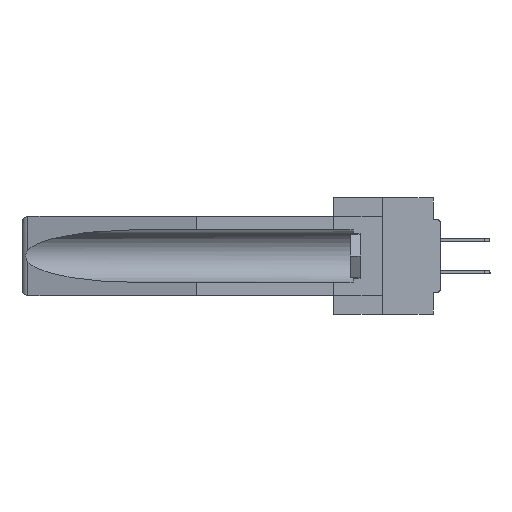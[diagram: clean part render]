
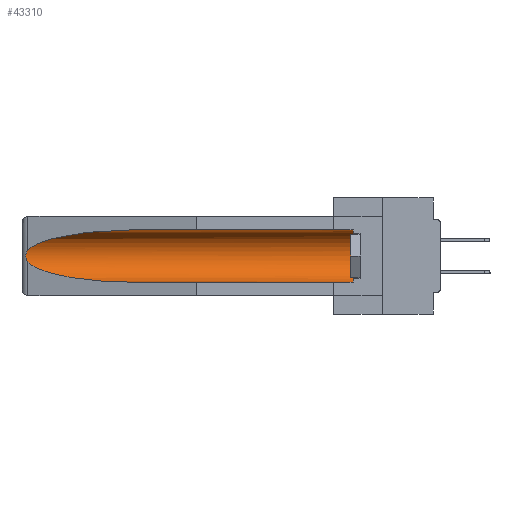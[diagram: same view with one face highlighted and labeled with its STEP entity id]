
A CAD part, left-side view. The second image highlights one B-rep face of the part: STEP entity #43310.
In plain terms, the highlighted cylindrical face has radius 2.857 mm (diameter 5.715 mm), a partial arc.
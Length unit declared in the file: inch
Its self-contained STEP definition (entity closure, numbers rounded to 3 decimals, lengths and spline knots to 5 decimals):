
#844 = EDGE_LOOP ( 'NONE', ( #2961, #30882, #41952, #1074, #30469, #29310 ) ) ;
#1074 = ORIENTED_EDGE ( 'NONE', *, *, #3179, .F. ) ;
#1278 = DIRECTION ( 'NONE',  ( 0., 1., 0. ) ) ;
#1421 = CARTESIAN_POINT ( 'NONE',  ( 0.26537, 1.52718, -0.19328 ) ) ;
#1566 = VERTEX_POINT ( 'NONE', #45484 ) ;
#1599 = CARTESIAN_POINT ( 'NONE',  ( 0.25451, 1.48313, -0.09465 ) ) ;
#2961 = ORIENTED_EDGE ( 'NONE', *, *, #3126, .T. ) ;
#3126 = EDGE_CURVE ( 'NONE', #1566, #16077, #14033, .T. ) ;
#3179 = EDGE_CURVE ( 'NONE', #32578, #37730, #3650, .T. ) ;
#3650 = LINE ( 'NONE', #5202, #34785 ) ;
#4117 = CARTESIAN_POINT ( 'NONE',  ( 0.155, 0.126, -0.059 ) ) ;
#5202 = CARTESIAN_POINT ( 'NONE',  ( 0.155, -0.30754, -0.284 ) ) ;
#6935 = EDGE_CURVE ( 'NONE', #39672, #1566, #35623, .T. ) ;
#9028 = CARTESIAN_POINT ( 'NONE',  ( 0.26537, 1.52718, -0.14972 ) ) ;
#9472 = CARTESIAN_POINT ( 'NONE',  ( 0.26597, 1.52961, -0.15275 ) ) ;
#12147 = EDGE_CURVE ( 'NONE', #32578, #39672, #35072, .T. ) ;
#12665 = CARTESIAN_POINT ( 'NONE',  ( 0.155, 1.07973, -0.059 ) ) ;
#13267 = CARTESIAN_POINT ( 'NONE',  ( 0.26655, 1.53094, -0.18657 ) ) ;
#13548 = AXIS2_PLACEMENT_3D ( 'NONE', #32148, #35817, #21557 ) ;
#14033 =( BOUNDED_CURVE ( )  B_SPLINE_CURVE ( 3, ( #12665, #30361, #1599, #16139 ),
 .UNSPECIFIED., .F., .F. ) 
 B_SPLINE_CURVE_WITH_KNOTS ( ( 4, 4 ),
 ( 4.71239, 6.08839 ),
 .UNSPECIFIED. ) 
 CURVE ( )  GEOMETRIC_REPRESENTATION_ITEM ( )  RATIONAL_B_SPLINE_CURVE ( ( 1., 0.848, 0.848, 1. ) ) 
 REPRESENTATION_ITEM ( '' )  );
#15813 = CARTESIAN_POINT ( 'NONE',  ( 0.155, 1.07973, -0.284 ) ) ;
#16077 = VERTEX_POINT ( 'NONE', #43898 ) ;
#16139 = CARTESIAN_POINT ( 'NONE',  ( 0.26537, 1.52718, -0.14972 ) ) ;
#16397 = VECTOR ( 'NONE', #30836, 39.37008 ) ;
#16750 = CARTESIAN_POINT ( 'NONE',  ( 0.2675, 1.53308, -0.16763 ) ) ;
#20048 = EDGE_CURVE ( 'NONE', #16077, #41990, #32257, .T. ) ;
#20362 = CARTESIAN_POINT ( 'NONE',  ( 0.2673, 1.53269, -0.17917 ) ) ;
#20383 = AXIS2_PLACEMENT_3D ( 'NONE', #26984, #27135, #30623 ) ;
#21428 = CARTESIAN_POINT ( 'NONE',  ( 0.155, 0.126, -0.284 ) ) ;
#21557 = DIRECTION ( 'NONE',  ( 0., 0., 1. ) ) ;
#22752 = CARTESIAN_POINT ( 'NONE',  ( 0.21114, 1.30732, -0.284 ) ) ;
#23552 = CARTESIAN_POINT ( 'NONE',  ( 0.155, -0.30754, -0.059 ) ) ;
#26984 = CARTESIAN_POINT ( 'NONE',  ( 0.155, 0.126, -0.1715 ) ) ;
#27135 = DIRECTION ( 'NONE',  ( 0., -1., 0. ) ) ;
#27225 = FACE_OUTER_BOUND ( 'NONE', #844, .T. ) ;
#28099 = CARTESIAN_POINT ( 'NONE',  ( 0.26537, 1.52718, -0.19328 ) ) ;
#29310 = ORIENTED_EDGE ( 'NONE', *, *, #6935, .T. ) ;
#29550 = CARTESIAN_POINT ( 'NONE',  ( 0.25451, 1.48313, -0.24835 ) ) ;
#30361 = CARTESIAN_POINT ( 'NONE',  ( 0.21114, 1.30732, -0.059 ) ) ;
#30469 = ORIENTED_EDGE ( 'NONE', *, *, #12147, .T. ) ;
#30623 = DIRECTION ( 'NONE',  ( 0., 0., 1. ) ) ;
#30836 = DIRECTION ( 'NONE',  ( 0., 1., 0. ) ) ;
#30882 = ORIENTED_EDGE ( 'NONE', *, *, #20048, .T. ) ;
#32148 = CARTESIAN_POINT ( 'NONE',  ( 0.155, -0.30754, -0.1715 ) ) ;
#32257 = B_SPLINE_CURVE_WITH_KNOTS ( 'NONE', 3,
 ( #9028, #9472, #38392, #41563, #16750, #42008, #20362, #13267, #38532, #28099 ),
 .UNSPECIFIED., .F., .F.,
 ( 4, 2, 2, 2, 4 ),
 ( 0., 0.00029, 0.00058, 0.00087, 0.00117 ),
 .UNSPECIFIED. ) ;
#32578 = VERTEX_POINT ( 'NONE', #21428 ) ;
#34785 = VECTOR ( 'NONE', #1278, 39.37008 ) ;
#35072 = CIRCLE ( 'NONE', #20383, 0.1125 ) ;
#35623 = LINE ( 'NONE', #23552, #16397 ) ;
#35817 = DIRECTION ( 'NONE',  ( 0., 1., 0. ) ) ;
#37422 = CARTESIAN_POINT ( 'NONE',  ( 0.26537, 1.52718, -0.19328 ) ) ;
#37730 = VERTEX_POINT ( 'NONE', #42901 ) ;
#37790 =( BOUNDED_CURVE ( )  B_SPLINE_CURVE ( 3, ( #1421, #29550, #22752, #15813 ),
 .UNSPECIFIED., .F., .T. ) 
 B_SPLINE_CURVE_WITH_KNOTS ( ( 4, 4 ),
 ( 0.1948, 1.5708 ),
 .UNSPECIFIED. ) 
 CURVE ( )  GEOMETRIC_REPRESENTATION_ITEM ( )  RATIONAL_B_SPLINE_CURVE ( ( 1., 0.848, 0.848, 1. ) ) 
 REPRESENTATION_ITEM ( '' )  );
#38392 = CARTESIAN_POINT ( 'NONE',  ( 0.26654, 1.53092, -0.15636 ) ) ;
#38532 = CARTESIAN_POINT ( 'NONE',  ( 0.26597, 1.5296, -0.19026 ) ) ;
#39672 = VERTEX_POINT ( 'NONE', #4117 ) ;
#39761 = EDGE_CURVE ( 'NONE', #41990, #37730, #37790, .T. ) ;
#41563 = CARTESIAN_POINT ( 'NONE',  ( 0.2673, 1.5327, -0.16383 ) ) ;
#41952 = ORIENTED_EDGE ( 'NONE', *, *, #39761, .T. ) ;
#41990 = VERTEX_POINT ( 'NONE', #37422 ) ;
#42008 = CARTESIAN_POINT ( 'NONE',  ( 0.2675, 1.53308, -0.17534 ) ) ;
#42901 = CARTESIAN_POINT ( 'NONE',  ( 0.155, 1.07973, -0.284 ) ) ;
#43310 = ADVANCED_FACE ( 'NONE', ( #27225 ), #45899, .F. ) ;
#43898 = CARTESIAN_POINT ( 'NONE',  ( 0.26537, 1.52718, -0.14972 ) ) ;
#45484 = CARTESIAN_POINT ( 'NONE',  ( 0.155, 1.07973, -0.059 ) ) ;
#45899 = CYLINDRICAL_SURFACE ( 'NONE', #13548, 0.1125 ) ;
